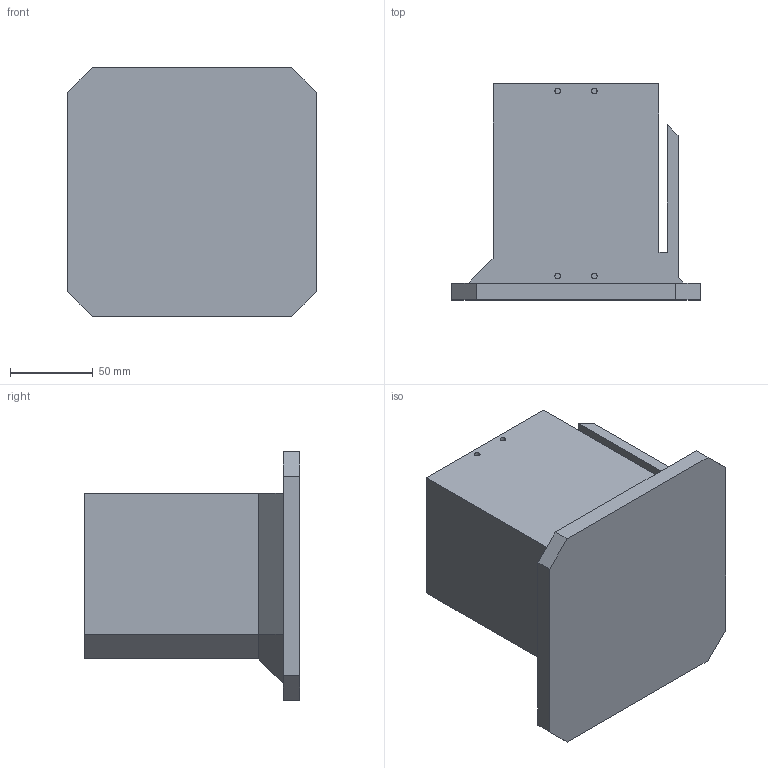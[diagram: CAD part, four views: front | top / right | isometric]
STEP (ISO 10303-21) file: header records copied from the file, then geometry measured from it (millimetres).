
FILE_DESCRIPTION (( 'STEP AP214' ), '1' );
FILE_NAME ('Baseprototype_v2_31-03-25.STEP', '2025-03-31T23:57:38', ( '' ), ( '' ), 'SwSTEP 2.0', 'SolidWorks 2023', '' );
FILE_SCHEMA (( 'AUTOMOTIVE_DESIGN' ));
Length unit declared in the file: millimetre
Products named in the file (1): Baseprototype_v2_31-03-25
Bounding box: 150 x 130 x 150 mm (x, y, z)
Volume: 1349473.9 mm3; surface area: 105301.6 mm2
Topology: 1 solids, 1 shells, 74 faces, 175 edges, 112 vertices
Faces by surface type: plane 58, cylinder 16
Entity records: 2126 total; most frequent: CARTESIAN_POINT 362, DIRECTION 357, ORIENTED_EDGE 350, EDGE_CURVE 175, VECTOR 143, LINE 143, VERTEX_POINT 112, AXIS2_PLACEMENT_3D 107
